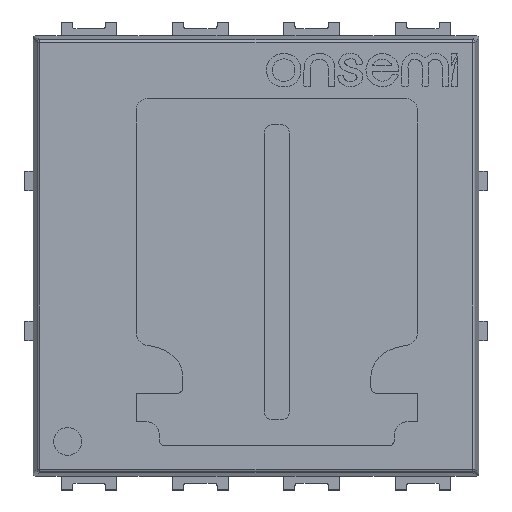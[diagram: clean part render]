
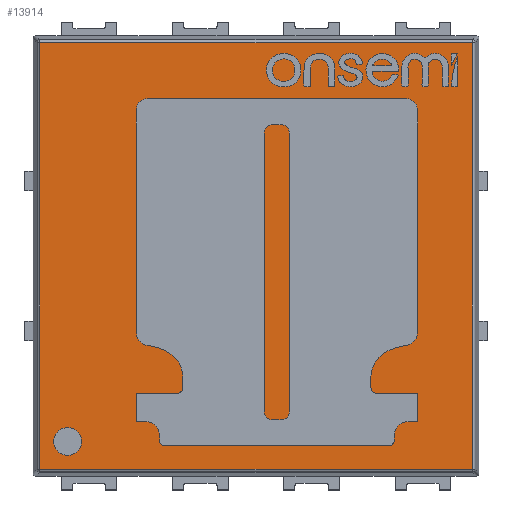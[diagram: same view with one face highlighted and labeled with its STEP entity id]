
A CAD part, top view. The second image highlights one B-rep face of the part: STEP entity #13914.
In plain terms, the highlighted planar face has unit normal (0, 0, 1).
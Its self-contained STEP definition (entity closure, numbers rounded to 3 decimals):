
#246 = DIRECTION ( 'NONE',  ( 1., 0., 0. ) ) ;
#377 = LINE ( 'NONE', #4103, #1512 ) ;
#456 = DIRECTION ( 'NONE',  ( 1., 0., 0. ) ) ;
#866 = ORIENTED_EDGE ( 'NONE', *, *, #11266, .F. ) ;
#1000 = LINE ( 'NONE', #15380, #7875 ) ;
#1018 = DIRECTION ( 'NONE',  ( -1., 0., 0. ) ) ;
#1081 = DIRECTION ( 'NONE',  ( 0., 1., 0. ) ) ;
#1512 = VECTOR ( 'NONE', #456, 1000. ) ;
#1882 = VECTOR ( 'NONE', #1018, 1000. ) ;
#2633 = DIRECTION ( 'NONE',  ( 0., 0., 1. ) ) ;
#2742 = VECTOR ( 'NONE', #13321, 1000. ) ;
#2802 = EDGE_CURVE ( 'NONE', #11694, #12126, #13733, .T. ) ;
#2989 = CARTESIAN_POINT ( 'NONE',  ( 3.88, 3.83, 1.02 ) ) ;
#4103 = CARTESIAN_POINT ( 'NONE',  ( 0., -3.83, 1.02 ) ) ;
#4118 = DIRECTION ( 'NONE',  ( 0., 0., 1. ) ) ;
#4618 = VERTEX_POINT ( 'NONE', #12587 ) ;
#4680 = CARTESIAN_POINT ( 'NONE',  ( -3.63, -3.33, 1.02 ) ) ;
#5320 = PLANE ( 'NONE',  #11231 ) ;
#5806 = FACE_BOUND ( 'NONE', #9579, .T. ) ;
#5900 = AXIS2_PLACEMENT_3D ( 'NONE', #14231, #2633, #7969 ) ;
#6623 = LINE ( 'NONE', #10522, #2742 ) ;
#6771 = CARTESIAN_POINT ( 'NONE',  ( 0., 0., 1.02 ) ) ;
#7089 = DIRECTION ( 'NONE',  ( 0., 0., 1. ) ) ;
#7462 = LINE ( 'NONE', #13804, #1882 ) ;
#7776 = EDGE_CURVE ( 'NONE', #14833, #8304, #1000, .T. ) ;
#7875 = VECTOR ( 'NONE', #1081, 1000. ) ;
#7969 = DIRECTION ( 'NONE',  ( 1., 0., 0. ) ) ;
#8281 = EDGE_CURVE ( 'NONE', #4618, #12357, #6623, .T. ) ;
#8304 = VERTEX_POINT ( 'NONE', #2989 ) ;
#8543 = EDGE_LOOP ( 'NONE', ( #8713, #16523, #9264, #16474 ) ) ;
#8713 = ORIENTED_EDGE ( 'NONE', *, *, #7776, .T. ) ;
#9264 = ORIENTED_EDGE ( 'NONE', *, *, #8281, .T. ) ;
#9331 = EDGE_CURVE ( 'NONE', #8304, #4618, #7462, .T. ) ;
#9392 = FACE_OUTER_BOUND ( 'NONE', #8543, .T. ) ;
#9455 = AXIS2_PLACEMENT_3D ( 'NONE', #15718, #4118, #15969 ) ;
#9494 = CARTESIAN_POINT ( 'NONE',  ( 3.88, -3.83, 1.02 ) ) ;
#9579 = EDGE_LOOP ( 'NONE', ( #866, #13698 ) ) ;
#10522 = CARTESIAN_POINT ( 'NONE',  ( -3.88, 0., 1.02 ) ) ;
#11231 = AXIS2_PLACEMENT_3D ( 'NONE', #6771, #7089, #246 ) ;
#11266 = EDGE_CURVE ( 'NONE', #12126, #11694, #16482, .T. ) ;
#11587 = CARTESIAN_POINT ( 'NONE',  ( -3.88, -3.83, 1.02 ) ) ;
#11694 = VERTEX_POINT ( 'NONE', #4680 ) ;
#12126 = VERTEX_POINT ( 'NONE', #12353 ) ;
#12353 = CARTESIAN_POINT ( 'NONE',  ( -3.13, -3.33, 1.02 ) ) ;
#12357 = VERTEX_POINT ( 'NONE', #11587 ) ;
#12587 = CARTESIAN_POINT ( 'NONE',  ( -3.88, 3.83, 1.02 ) ) ;
#13321 = DIRECTION ( 'NONE',  ( 0., -1., 0. ) ) ;
#13698 = ORIENTED_EDGE ( 'NONE', *, *, #2802, .F. ) ;
#13733 = CIRCLE ( 'NONE', #5900, 0.25 ) ;
#13804 = CARTESIAN_POINT ( 'NONE',  ( 0., 3.83, 1.02 ) ) ;
#13914 = ADVANCED_FACE ( 'NONE', ( #5806, #9392 ), #5320, .T. ) ;
#14231 = CARTESIAN_POINT ( 'NONE',  ( -3.38, -3.33, 1.02 ) ) ;
#14295 = EDGE_CURVE ( 'NONE', #12357, #14833, #377, .T. ) ;
#14833 = VERTEX_POINT ( 'NONE', #9494 ) ;
#15380 = CARTESIAN_POINT ( 'NONE',  ( 3.88, 0., 1.02 ) ) ;
#15718 = CARTESIAN_POINT ( 'NONE',  ( -3.38, -3.33, 1.02 ) ) ;
#15969 = DIRECTION ( 'NONE',  ( 1., 0., 0. ) ) ;
#16474 = ORIENTED_EDGE ( 'NONE', *, *, #14295, .T. ) ;
#16482 = CIRCLE ( 'NONE', #9455, 0.25 ) ;
#16523 = ORIENTED_EDGE ( 'NONE', *, *, #9331, .T. ) ;
